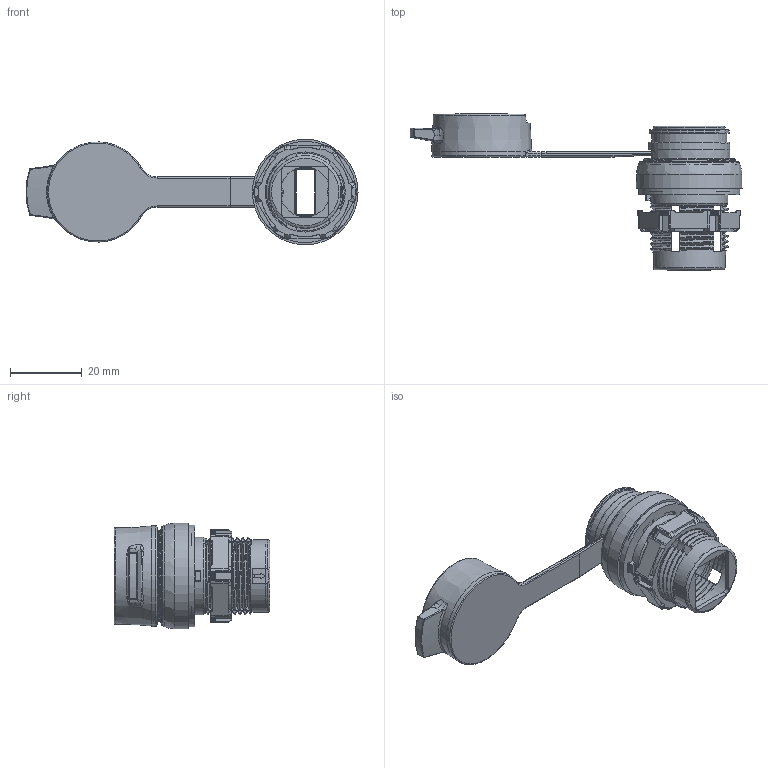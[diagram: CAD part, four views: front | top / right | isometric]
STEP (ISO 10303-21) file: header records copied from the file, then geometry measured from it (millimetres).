
FILE_DESCRIPTION(/* description */ (''),/* implementation_level */ '2;1');
FILE_NAME(/* name */ 'cad-lpcd01_001_4_TA.stp',/* time_stamp */ '2015-12-10T15:22:50+01:00',/* author */ (''),/* organization */ (''),/* preprocessor_version */ 'ST-DEVELOPER v15',/* originating_system */ 'SIEMENS PLM Software NX 8.5',/* authorisation */ '');
FILE_SCHEMA (('AUTOMOTIVE_DESIGN { 1 0 10303 214 3 1 1 1 }'));
Length unit declared in the file: millimetre
Products named in the file (12): 33800027; 30201667; 30201678; PL000706-P0182454; PL000707-P0177230; 30201666; PL000709-P0666803; 30500114; 30201665; 40750617_MODEL; 40600921_MODEL; cad-lpcd01_001_4_stp
Assembly tree (11 placements, depth 4):
  cad-lpcd01_001_4_stp
    30201665
    40600921_MODEL
      40750617_MODEL
        33800027
      30201678
      30201667
    30500114
    PL000709-P0666803
    30201666
    PL000707-P0177230
    PL000706-P0182454
Bounding box: 92.75 x 43.55 x 29.5 mm (x, y, z)
Volume: 7896 mm3; surface area: 15303.5 mm2
Topology: 9 solids, 9 shells, 1085 faces, 3105 edges, 2012 vertices
Faces by surface type: plane 550, cylinder 295, bspline 123, cone 54, torus 39, sphere 24
Full cylindrical faces by diameter (mm): 19.909 x1, 20.2 x1, 20.3 x1, 20.376 x1, 21 x1, 21.6 x1, 22.4 x1, 23.5 x1, 23.6 x1, 26.9 x1, 27 x1, 27.7 x1, 28.1 x1, 28.3 x1
Entity records: 48483 total; most frequent: CARTESIAN_POINT 18125, ORIENTED_EDGE 6070, DIRECTION 5295, EDGE_CURVE 3035, VERTEX_POINT 1993, AXIS2_PLACEMENT_3D 1897, LINE 1501, VECTOR 1501
